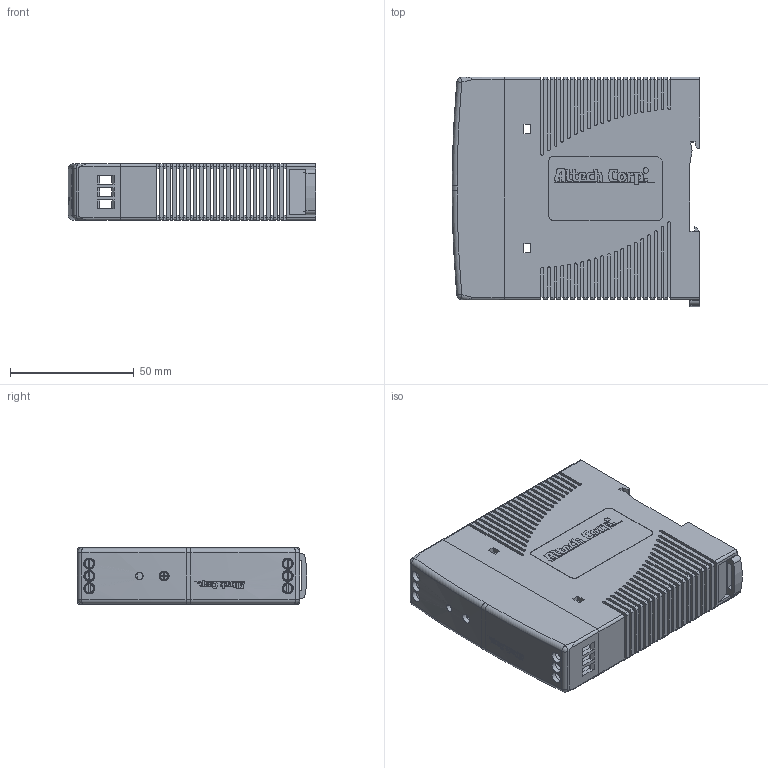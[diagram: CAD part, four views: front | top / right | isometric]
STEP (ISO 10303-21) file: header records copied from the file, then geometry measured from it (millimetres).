
FILE_DESCRIPTION((''),'2;1');
FILE_NAME('PSS10new.stp','2011-01-10T10:12:06',('Sebastian'),(''),'Autodesk Inventor 2008','Autodesk Inventor 2008','');
FILE_SCHEMA(('AUTOMOTIVE_DESIGN { 1 0 10303 214 1 1 1 1 }'));
Length unit declared in the file: millimetre
Products named in the file (6): PSS10new; box; front; interlock; GB 822-88  H M2 x 3; ISO 1207 M 2 x 3
Assembly tree (10 placements, depth 2):
  PSS10new
    box
    front
    interlock
    GB 822-88  H M2 x 3
    ISO 1207 M 2 x 3  x6
Bounding box: 100.01 x 92.83 x 22.75 mm (x, y, z)
Volume: 46587.9 mm3; surface area: 56436.8 mm2
Topology: 10 solids, 10 shells, 1262 faces, 3837 edges, 2542 vertices
Faces by surface type: plane 691, cylinder 472, bspline 46, cone 27, torus 21, sphere 5
Full cylindrical faces by diameter (mm): 1.754 x6, 2 x7, 2.201 x1, 3 x1, 3.5 x1, 4 x1, 4.5 x3
Entity records: 43670 total; most frequent: CARTESIAN_POINT 10439, ORIENTED_EDGE 7326, DIRECTION 6462, EDGE_CURVE 3663, VECTOR 2568, LINE 2568, VERTEX_POINT 2445, AXIS2_PLACEMENT_3D 1947
